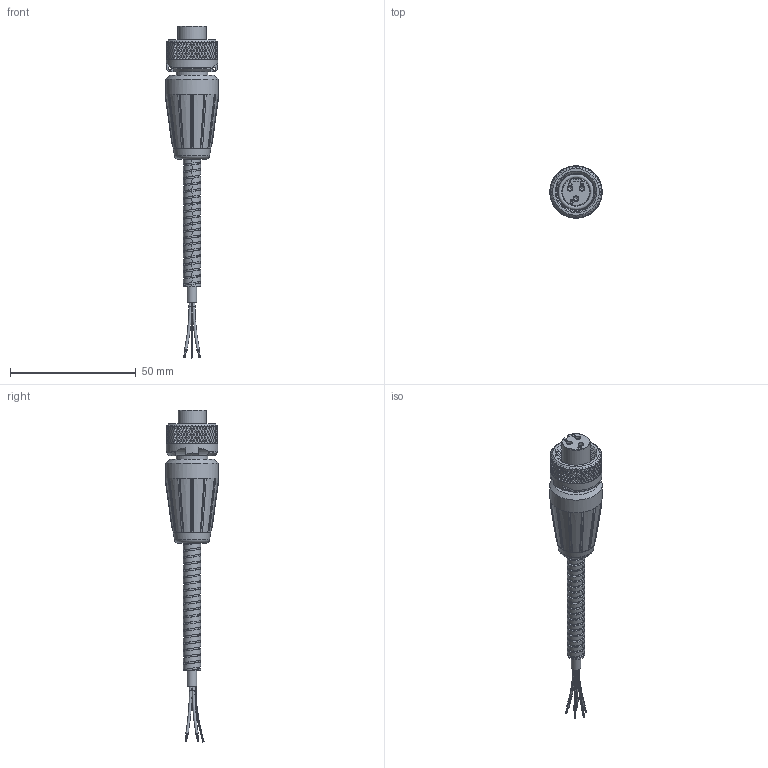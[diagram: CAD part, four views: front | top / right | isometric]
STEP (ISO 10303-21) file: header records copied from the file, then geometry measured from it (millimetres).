
FILE_DESCRIPTION(/* description */ ('MEDIUM SIZE 2 SOCKET CONNECTOR FOR PORTABLE DATA COLLECTORS'),/* implementation_level */ '2;1');
FILE_NAME(/* name */ 'Q3R.stp',/* time_stamp */ '2024-06-04T11:00:03-04:00',/* author */ ('cthayer'),/* organization */ (''),/* preprocessor_version */ 'ST-DEVELOPER v19',/* originating_system */ 'Autodesk Inventor 2023',/* authorisation */ '');
FILE_SCHEMA (('AUTOMOTIVE_DESIGN { 1 0 10303 214 3 1 1 }'));
Length unit declared in the file: inch
Products named in the file (12): Q3A; TOL11941-K2C; CBP10001; CBP11097; CBP10009; CBP10324_for d2q; CBP11063; CBA10107; CBP10564; CB218; CBP10196; CBP10038
Assembly tree (13 placements, depth 3):
  Q3A
    CBP10564  x3
    TOL11941-K2C
    CBP10001
    CBP11097
    CBP10009
    CBP10324_for d2q
    CBP11063
    CBA10107
    CB218
      CBP10196
      CBP10038
Bounding box: 20.83 x 20.83 x 132.13 mm (x, y, z)
Volume: 12827 mm3; surface area: 17763.8 mm2
Topology: 88 solids, 88 shells, 3184 faces, 6911 edges, 3892 vertices
Faces by surface type: bspline 1624, cylinder 752, plane 490, torus 268, cone 50
Full cylindrical faces by diameter (mm): 0.127 x24, 1.016 x3, 1.27 x2, 1.727 x6, 2.286 x3, 2.565 x3, 2.819 x3, 3.175 x4, 3.302 x6, 3.708 x3, 3.759 x1, 4.496 x11, 5.258 x9, 5.385 x12, 5.969 x11, 6.096 x9, 6.858 x5, 7.62 x1, 7.696 x1, 9.271 x2, 9.652 x2, 10.16 x1, 11.176 x1, 11.328 x1, 12.7 x2, 12.827 x1, 12.954 x1, 13.97 x2, 14.681 x1, 15.875 x5
Entity records: 149309 total; most frequent: CARTESIAN_POINT 92622, ORIENTED_EDGE 13632, DIRECTION 7038, EDGE_CURVE 6816, B_SPLINE_CURVE_WITH_KNOTS 4420, VERTEX_POINT 3828, EDGE_LOOP 3242, FACE_OUTER_BOUND 3144
